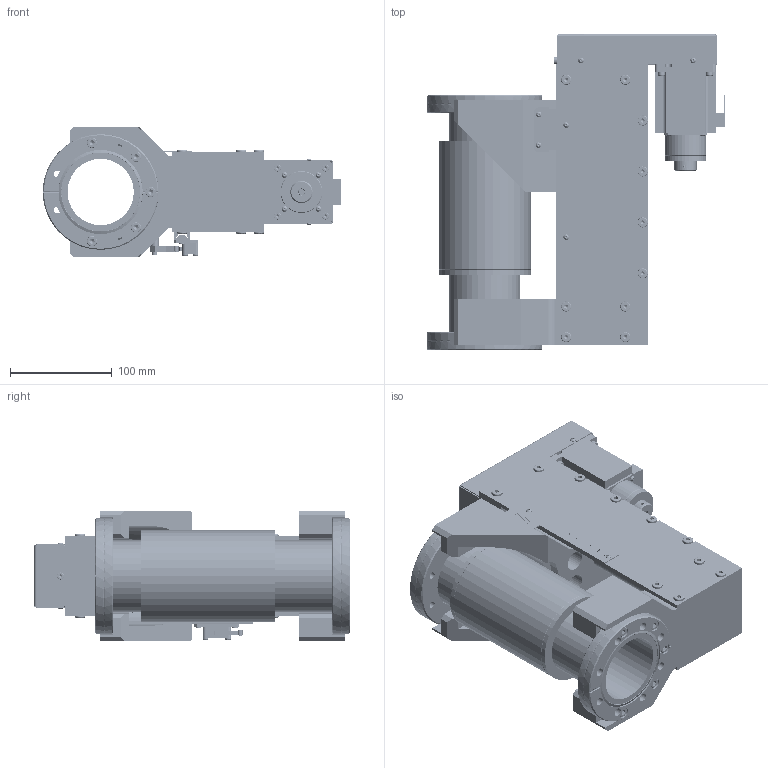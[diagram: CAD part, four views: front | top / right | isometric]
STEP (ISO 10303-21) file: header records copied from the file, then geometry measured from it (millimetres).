
FILE_DESCRIPTION (( 'STEP AP214' ), '1' );
FILE_NAME ('420MZA063-100-m.stp', '2017-04-27T09:36:24', ( '' ), ( '' ), 'SwSTEP 2.0', 'SolidWorks 2015', '' );
FILE_SCHEMA (( 'AUTOMOTIVE_DESIGN' ));
Length unit declared in the file: millimetre
Products named in the file (1): 420MZA063-100-m
Bounding box: 292.75 x 310.1 x 128 mm (x, y, z)
Volume: 2910575.9 mm3; surface area: 719698.5 mm2
Topology: 121 solids, 141 shells, 4774 faces, 11732 edges, 7295 vertices
Faces by surface type: plane 2569, cylinder 1138, cone 591, bspline 468, sphere 8
Entity records: 206739 total; most frequent: CARTESIAN_POINT 41783, DIRECTION 22975, ORIENTED_EDGE 22868, EDGE_CURVE 11434, AXIS2_PLACEMENT_3D 8089, VERTEX_POINT 7295, LINE 6797, VECTOR 6797
